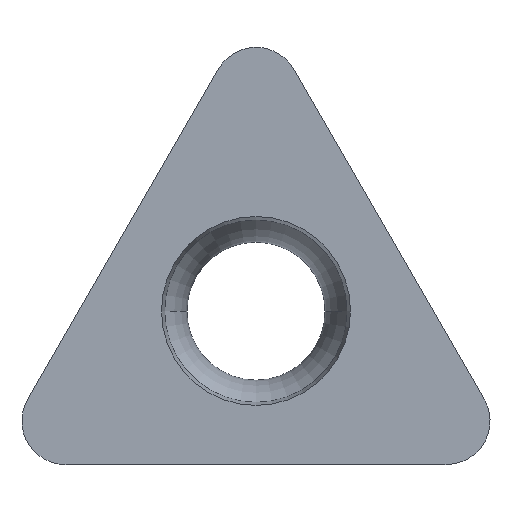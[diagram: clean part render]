
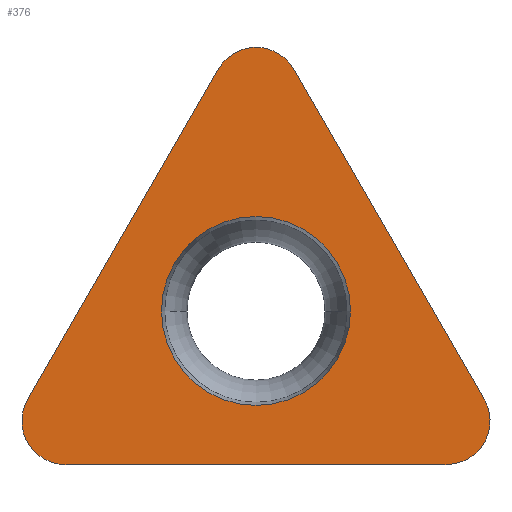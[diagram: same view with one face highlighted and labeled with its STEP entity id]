
A CAD part, top view. The second image highlights one B-rep face of the part: STEP entity #376.
In plain terms, the highlighted planar face has unit normal (0, 0, 1).
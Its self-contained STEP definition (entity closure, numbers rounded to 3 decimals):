
#49=CARTESIAN_POINT('',(8.255,0.,0.));
#50=CARTESIAN_POINT('',(8.369,0.,0.));
#51=CARTESIAN_POINT('',(8.532,0.039,0.));
#52=CARTESIAN_POINT('',(8.774,0.163,0.));
#53=CARTESIAN_POINT('',(8.968,0.383,0.));
#54=CARTESIAN_POINT('',(9.061,0.66,0.));
#55=CARTESIAN_POINT('',(9.048,0.932,0.));
#56=CARTESIAN_POINT('',(9.,1.092,0.));
#57=CARTESIAN_POINT('',(8.943,1.191,0.));
#63=DIRECTION('',(-1.,0.,0.));
#64=VECTOR('',#63,6.88);
#65=CARTESIAN_POINT('',(8.255,0.,0.));
#66=LINE('',#65,#64);
#70=CARTESIAN_POINT('',(0.688,1.191,0.));
#71=CARTESIAN_POINT('',(0.63,1.092,0.));
#72=CARTESIAN_POINT('',(0.582,0.932,0.));
#73=CARTESIAN_POINT('',(0.569,0.66,0.));
#74=CARTESIAN_POINT('',(0.663,0.383,0.));
#75=CARTESIAN_POINT('',(0.856,0.163,0.));
#76=CARTESIAN_POINT('',(1.098,0.039,0.));
#77=CARTESIAN_POINT('',(1.261,0.,0.));
#78=CARTESIAN_POINT('',(1.375,0.,0.));
#83=DIRECTION('',(0.5,0.866,0.));
#84=VECTOR('',#83,6.88);
#85=CARTESIAN_POINT('',(0.688,1.191,0.));
#86=LINE('',#85,#84);
#90=CARTESIAN_POINT('',(5.503,7.149,0.));
#91=CARTESIAN_POINT('',(5.445,7.248,0.));
#92=CARTESIAN_POINT('',(5.331,7.37,0.));
#93=CARTESIAN_POINT('',(5.102,7.517,0.));
#94=CARTESIAN_POINT('',(4.815,7.575,0.));
#95=CARTESIAN_POINT('',(4.529,7.517,0.));
#96=CARTESIAN_POINT('',(4.299,7.37,0.));
#97=CARTESIAN_POINT('',(4.185,7.248,0.));
#98=CARTESIAN_POINT('',(4.127,7.149,0.));
#103=DIRECTION('',(0.5,-0.866,0.));
#104=VECTOR('',#103,6.88);
#105=CARTESIAN_POINT('',(5.503,7.149,0.));
#106=LINE('',#105,#104);
#110=CARTESIAN_POINT('',(4.815,2.78,0.));
#111=DIRECTION('',(0.,0.,-1.));
#112=DIRECTION('',(-1.,0.,0.));
#113=AXIS2_PLACEMENT_3D('',#110,#111,#112);
#118=CARTESIAN_POINT('',(4.815,2.78,0.));
#119=DIRECTION('',(0.,0.,-1.));
#120=DIRECTION('',(1.,0.,0.));
#121=AXIS2_PLACEMENT_3D('',#118,#119,#120);
#320=VERTEX_POINT('',#49);
#321=VERTEX_POINT('',#57);
#325=VERTEX_POINT('',#70);
#326=VERTEX_POINT('',#78);
#330=VERTEX_POINT('',#90);
#331=VERTEX_POINT('',#98);
#343=CARTESIAN_POINT('',(3.105,2.78,0.));
#344=CARTESIAN_POINT('',(6.525,2.78,0.));
#345=VERTEX_POINT('',#343);
#346=VERTEX_POINT('',#344);
#351=CARTESIAN_POINT('',(0.,0.,0.));
#352=DIRECTION('',(0.,0.,1.));
#353=DIRECTION('',(1.,0.,0.));
#354=AXIS2_PLACEMENT_3D('',#351,#352,#353);
#355=PLANE('',#354);
#357=ORIENTED_EDGE('',*,*,#356,.F.);
#359=ORIENTED_EDGE('',*,*,#358,.T.);
#361=ORIENTED_EDGE('',*,*,#360,.F.);
#363=ORIENTED_EDGE('',*,*,#362,.T.);
#365=ORIENTED_EDGE('',*,*,#364,.F.);
#367=ORIENTED_EDGE('',*,*,#366,.T.);
#368=EDGE_LOOP('',(#357,#359,#361,#363,#365,#367));
#369=FACE_OUTER_BOUND('',#368,.F.);
#371=ORIENTED_EDGE('',*,*,#370,.F.);
#373=ORIENTED_EDGE('',*,*,#372,.F.);
#374=EDGE_LOOP('',(#371,#373));
#375=FACE_BOUND('',#374,.F.);
#58=B_SPLINE_CURVE_WITH_KNOTS('',3,(#49,#50,#51,#52,#53,#54,#55,#56,#57),
.UNSPECIFIED.,.F.,.F.,(4,1,1,1,1,1,4),(0.,0.125,0.25,0.5,0.75,0.875,
1.),.UNSPECIFIED.);
#79=B_SPLINE_CURVE_WITH_KNOTS('',3,(#70,#71,#72,#73,#74,#75,#76,#77,#78),
.UNSPECIFIED.,.F.,.F.,(4,1,1,1,1,1,4),(0.,0.125,0.25,0.5,0.75,0.875,
1.),.UNSPECIFIED.);
#99=B_SPLINE_CURVE_WITH_KNOTS('',3,(#90,#91,#92,#93,#94,#95,#96,#97,#98),
.UNSPECIFIED.,.F.,.F.,(4,1,1,1,1,1,4),(0.,0.125,0.25,0.5,0.75,0.875,
1.),.UNSPECIFIED.);
#114=CIRCLE('',#113,1.71);
#122=CIRCLE('',#121,1.71);
#356=EDGE_CURVE('',#320,#321,#58,.T.);
#358=EDGE_CURVE('',#320,#326,#66,.T.);
#360=EDGE_CURVE('',#325,#326,#79,.T.);
#362=EDGE_CURVE('',#325,#331,#86,.T.);
#364=EDGE_CURVE('',#330,#331,#99,.T.);
#366=EDGE_CURVE('',#330,#321,#106,.T.);
#370=EDGE_CURVE('',#345,#346,#114,.T.);
#372=EDGE_CURVE('',#346,#345,#122,.T.);
#376=ADVANCED_FACE('',(#369,#375),#355,.T.);
